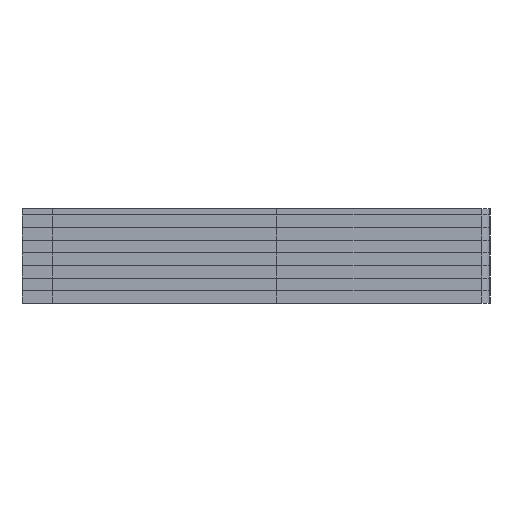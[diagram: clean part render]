
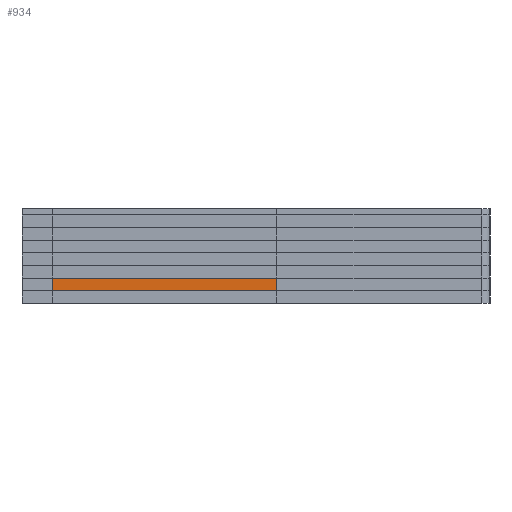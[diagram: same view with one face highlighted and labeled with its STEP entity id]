
A CAD part, left-side view. The second image highlights one B-rep face of the part: STEP entity #934.
In plain terms, the highlighted planar face has unit normal (-1, 0, 0).
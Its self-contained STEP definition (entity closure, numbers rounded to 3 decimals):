
#155 = PLANE('',#156);
#156 = AXIS2_PLACEMENT_3D('',#157,#158,#159);
#157 = CARTESIAN_POINT('',(168.407,-46.161,3.));
#158 = DIRECTION('',(-0.,-0.,-1.));
#159 = DIRECTION('',(-1.,0.,0.));
#209 = PLANE('',#210);
#210 = AXIS2_PLACEMENT_3D('',#211,#212,#213);
#211 = CARTESIAN_POINT('',(168.407,-46.161,0.));
#212 = DIRECTION('',(-0.,-0.,-1.));
#213 = DIRECTION('',(-1.,0.,0.));
#826 = PLANE('',#827);
#827 = AXIS2_PLACEMENT_3D('',#828,#829,#830);
#828 = CARTESIAN_POINT('',(-10.334,-86.534,0.));
#829 = DIRECTION('',(0.,1.,0.));
#830 = DIRECTION('',(1.,0.,0.));
#864 = VERTEX_POINT('',#865);
#865 = CARTESIAN_POINT('',(296.084,-86.534,3.));
#886 = EDGE_CURVE('',#887,#864,#889,.T.);
#887 = VERTEX_POINT('',#888);
#888 = CARTESIAN_POINT('',(296.084,-86.534,0.));
#889 = SURFACE_CURVE('',#890,(#894,#901),.PCURVE_S1.);
#890 = LINE('',#891,#892);
#891 = CARTESIAN_POINT('',(296.084,-86.534,0.));
#892 = VECTOR('',#893,1.);
#893 = DIRECTION('',(0.,0.,1.));
#894 = PCURVE('',#826,#895);
#895 = DEFINITIONAL_REPRESENTATION('',(#896),#900);
#896 = LINE('',#897,#898);
#897 = CARTESIAN_POINT('',(306.417,0.));
#898 = VECTOR('',#899,1.);
#899 = DIRECTION('',(0.,-1.));
#900 = ( GEOMETRIC_REPRESENTATION_CONTEXT(2) 
PARAMETRIC_REPRESENTATION_CONTEXT() REPRESENTATION_CONTEXT('2D SPACE',''
  ) );
#901 = PCURVE('',#902,#907);
#902 = PLANE('',#903);
#903 = AXIS2_PLACEMENT_3D('',#904,#905,#906);
#904 = CARTESIAN_POINT('',(296.084,10.334,0.));
#905 = DIRECTION('',(1.,0.,0.));
#906 = DIRECTION('',(0.,-1.,0.));
#907 = DEFINITIONAL_REPRESENTATION('',(#908),#912);
#908 = LINE('',#909,#910);
#909 = CARTESIAN_POINT('',(96.867,0.));
#910 = VECTOR('',#911,1.);
#911 = DIRECTION('',(0.,-1.));
#912 = ( GEOMETRIC_REPRESENTATION_CONTEXT(2) 
PARAMETRIC_REPRESENTATION_CONTEXT() REPRESENTATION_CONTEXT('2D SPACE',''
  ) );
#934 = ADVANCED_FACE('',(#935),#902,.F.);
#935 = FACE_BOUND('',#936,.F.);
#936 = EDGE_LOOP('',(#937,#967,#988,#989));
#937 = ORIENTED_EDGE('',*,*,#938,.T.);
#938 = EDGE_CURVE('',#939,#941,#943,.T.);
#939 = VERTEX_POINT('',#940);
#940 = CARTESIAN_POINT('',(296.084,10.334,0.));
#941 = VERTEX_POINT('',#942);
#942 = CARTESIAN_POINT('',(296.084,10.334,3.));
#943 = SURFACE_CURVE('',#944,(#948,#955),.PCURVE_S1.);
#944 = LINE('',#945,#946);
#945 = CARTESIAN_POINT('',(296.084,10.334,0.));
#946 = VECTOR('',#947,1.);
#947 = DIRECTION('',(0.,0.,1.));
#948 = PCURVE('',#902,#949);
#949 = DEFINITIONAL_REPRESENTATION('',(#950),#954);
#950 = LINE('',#951,#952);
#951 = CARTESIAN_POINT('',(0.,0.));
#952 = VECTOR('',#953,1.);
#953 = DIRECTION('',(0.,-1.));
#954 = ( GEOMETRIC_REPRESENTATION_CONTEXT(2) 
PARAMETRIC_REPRESENTATION_CONTEXT() REPRESENTATION_CONTEXT('2D SPACE',''
  ) );
#955 = PCURVE('',#956,#961);
#956 = PLANE('',#957);
#957 = AXIS2_PLACEMENT_3D('',#958,#959,#960);
#958 = CARTESIAN_POINT('',(71.898,10.334,0.));
#959 = DIRECTION('',(0.,1.,0.));
#960 = DIRECTION('',(1.,0.,0.));
#961 = DEFINITIONAL_REPRESENTATION('',(#962),#966);
#962 = LINE('',#963,#964);
#963 = CARTESIAN_POINT('',(224.186,0.));
#964 = VECTOR('',#965,1.);
#965 = DIRECTION('',(0.,-1.));
#966 = ( GEOMETRIC_REPRESENTATION_CONTEXT(2) 
PARAMETRIC_REPRESENTATION_CONTEXT() REPRESENTATION_CONTEXT('2D SPACE',''
  ) );
#967 = ORIENTED_EDGE('',*,*,#968,.T.);
#968 = EDGE_CURVE('',#941,#864,#969,.T.);
#969 = SURFACE_CURVE('',#970,(#974,#981),.PCURVE_S1.);
#970 = LINE('',#971,#972);
#971 = CARTESIAN_POINT('',(296.084,10.334,3.));
#972 = VECTOR('',#973,1.);
#973 = DIRECTION('',(0.,-1.,0.));
#974 = PCURVE('',#902,#975);
#975 = DEFINITIONAL_REPRESENTATION('',(#976),#980);
#976 = LINE('',#977,#978);
#977 = CARTESIAN_POINT('',(0.,-3.));
#978 = VECTOR('',#979,1.);
#979 = DIRECTION('',(1.,0.));
#980 = ( GEOMETRIC_REPRESENTATION_CONTEXT(2) 
PARAMETRIC_REPRESENTATION_CONTEXT() REPRESENTATION_CONTEXT('2D SPACE',''
  ) );
#981 = PCURVE('',#155,#982);
#982 = DEFINITIONAL_REPRESENTATION('',(#983),#987);
#983 = LINE('',#984,#985);
#984 = CARTESIAN_POINT('',(-127.676,56.494));
#985 = VECTOR('',#986,1.);
#986 = DIRECTION('',(0.,-1.));
#987 = ( GEOMETRIC_REPRESENTATION_CONTEXT(2) 
PARAMETRIC_REPRESENTATION_CONTEXT() REPRESENTATION_CONTEXT('2D SPACE',''
  ) );
#988 = ORIENTED_EDGE('',*,*,#886,.F.);
#989 = ORIENTED_EDGE('',*,*,#990,.F.);
#990 = EDGE_CURVE('',#939,#887,#991,.T.);
#991 = SURFACE_CURVE('',#992,(#996,#1003),.PCURVE_S1.);
#992 = LINE('',#993,#994);
#993 = CARTESIAN_POINT('',(296.084,10.334,0.));
#994 = VECTOR('',#995,1.);
#995 = DIRECTION('',(0.,-1.,0.));
#996 = PCURVE('',#902,#997);
#997 = DEFINITIONAL_REPRESENTATION('',(#998),#1002);
#998 = LINE('',#999,#1000);
#999 = CARTESIAN_POINT('',(0.,0.));
#1000 = VECTOR('',#1001,1.);
#1001 = DIRECTION('',(1.,0.));
#1002 = ( GEOMETRIC_REPRESENTATION_CONTEXT(2) 
PARAMETRIC_REPRESENTATION_CONTEXT() REPRESENTATION_CONTEXT('2D SPACE',''
  ) );
#1003 = PCURVE('',#209,#1004);
#1004 = DEFINITIONAL_REPRESENTATION('',(#1005),#1009);
#1005 = LINE('',#1006,#1007);
#1006 = CARTESIAN_POINT('',(-127.676,56.494));
#1007 = VECTOR('',#1008,1.);
#1008 = DIRECTION('',(0.,-1.));
#1009 = ( GEOMETRIC_REPRESENTATION_CONTEXT(2) 
PARAMETRIC_REPRESENTATION_CONTEXT() REPRESENTATION_CONTEXT('2D SPACE',''
  ) );
